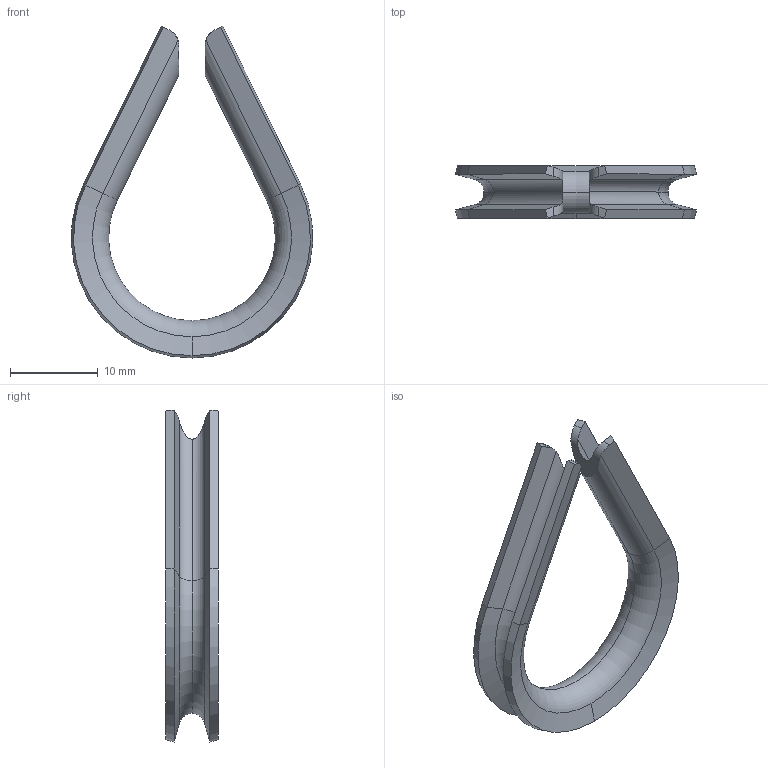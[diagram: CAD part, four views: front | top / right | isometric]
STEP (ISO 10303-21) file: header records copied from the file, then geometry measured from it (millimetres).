
FILE_DESCRIPTION (( 'STEP AP214' ), '1' );
FILE_NAME ('A719 Êîóø äëÿ ñòàëüíûõ êàíàòîâ Ì3 DIN 6899.STEP', '2025-12-05T09:21:33', ( '' ), ( '' ), 'SwSTEP 2.0', 'SolidWorks 2025', '' );
FILE_SCHEMA (( 'AUTOMOTIVE_DESIGN' ));
Length unit declared in the file: millimetre
Products named in the file (1): A719 Коуш для стальных канатов М3 DIN 6899
Bounding box: 27.49 x 6 x 37.84 mm (x, y, z)
Volume: 815.2 mm3; surface area: 1847.6 mm2
Topology: 1 solids, 1 shells, 43 faces, 103 edges, 62 vertices
Faces by surface type: plane 18, cylinder 12, cone 9, torus 4
Entity records: 1260 total; most frequent: CARTESIAN_POINT 289, ORIENTED_EDGE 206, DIRECTION 191, EDGE_CURVE 103, AXIS2_PLACEMENT_3D 68, VERTEX_POINT 62, VECTOR 55, LINE 55
